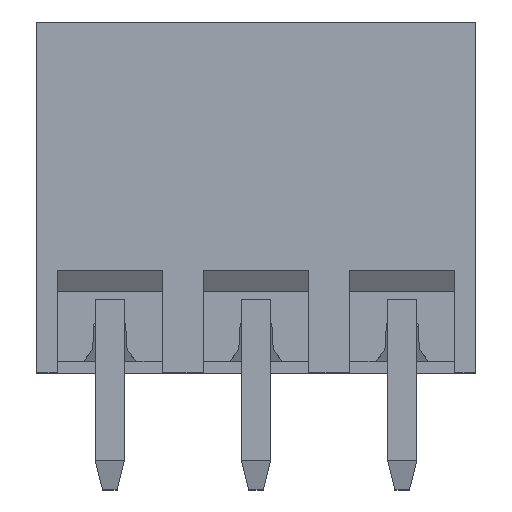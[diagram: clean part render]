
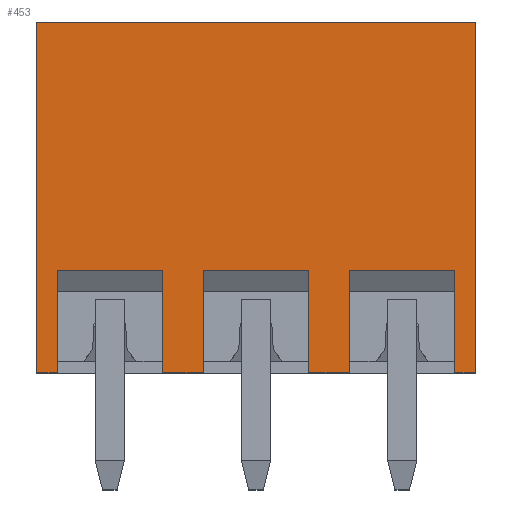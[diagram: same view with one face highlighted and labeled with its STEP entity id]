
A CAD part, top view. The second image highlights one B-rep face of the part: STEP entity #453.
In plain terms, the highlighted planar face has unit normal (0, 0, 1).
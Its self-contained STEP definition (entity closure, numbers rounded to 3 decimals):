
#8 = CARTESIAN_POINT ( 'NONE',  ( 5.7, 4., 4.6 ) ) ;
#114 = CARTESIAN_POINT ( 'NONE',  ( 0., 16., 4.6 ) ) ;
#117 = LINE ( 'NONE', #3157, #1551 ) ;
#224 = CARTESIAN_POINT ( 'NONE',  ( 5.7, 4., 4.6 ) ) ;
#232 = DIRECTION ( 'NONE',  ( 0., -1., 0. ) ) ;
#293 = VECTOR ( 'NONE', #5793, 1000. ) ;
#316 = CARTESIAN_POINT ( 'NONE',  ( 0., 4., 4.6 ) ) ;
#340 = LINE ( 'NONE', #224, #534 ) ;
#366 = VERTEX_POINT ( 'NONE', #316 ) ;
#453 = ADVANCED_FACE ( 'NONE', ( #6779 ), #5453, .T. ) ;
#467 = LINE ( 'NONE', #3544, #5254 ) ;
#507 = CARTESIAN_POINT ( 'NONE',  ( 0., 16., 4.6 ) ) ;
#534 = VECTOR ( 'NONE', #1556, 1000. ) ;
#644 = VERTEX_POINT ( 'NONE', #2741 ) ;
#646 = DIRECTION ( 'NONE',  ( 1., 0., 0. ) ) ;
#661 = LINE ( 'NONE', #6313, #6915 ) ;
#755 = CARTESIAN_POINT ( 'NONE',  ( 9.3, 7.5, 4.6 ) ) ;
#866 = DIRECTION ( 'NONE',  ( 1., 0., 0. ) ) ;
#981 = CARTESIAN_POINT ( 'NONE',  ( 0.7, 7.5, 4.6 ) ) ;
#1198 = VECTOR ( 'NONE', #3958, 1000. ) ;
#1262 = ORIENTED_EDGE ( 'NONE', *, *, #7082, .T. ) ;
#1292 = ORIENTED_EDGE ( 'NONE', *, *, #2606, .T. ) ;
#1309 = ORIENTED_EDGE ( 'NONE', *, *, #3591, .T. ) ;
#1335 = VERTEX_POINT ( 'NONE', #4194 ) ;
#1356 = LINE ( 'NONE', #3931, #2915 ) ;
#1377 = LINE ( 'NONE', #5742, #4249 ) ;
#1457 = EDGE_CURVE ( 'NONE', #1970, #7180, #5149, .T. ) ;
#1463 = CARTESIAN_POINT ( 'NONE',  ( 0.7, 4., 4.6 ) ) ;
#1551 = VECTOR ( 'NONE', #6297, 1000. ) ;
#1556 = DIRECTION ( 'NONE',  ( 0., 1., 0. ) ) ;
#1571 = EDGE_CURVE ( 'NONE', #7020, #1904, #4656, .T. ) ;
#1757 = EDGE_CURVE ( 'NONE', #1904, #1852, #340, .T. ) ;
#1852 = VERTEX_POINT ( 'NONE', #2438 ) ;
#1904 = VERTEX_POINT ( 'NONE', #8 ) ;
#1970 = VERTEX_POINT ( 'NONE', #7450 ) ;
#2077 = EDGE_CURVE ( 'NONE', #7180, #2934, #3331, .T. ) ;
#2221 = VECTOR ( 'NONE', #232, 1000. ) ;
#2436 = VECTOR ( 'NONE', #3066, 1000. ) ;
#2438 = CARTESIAN_POINT ( 'NONE',  ( 5.7, 7.5, 4.6 ) ) ;
#2517 = VECTOR ( 'NONE', #3736, 1000. ) ;
#2581 = ORIENTED_EDGE ( 'NONE', *, *, #4093, .T. ) ;
#2606 = EDGE_CURVE ( 'NONE', #5810, #6592, #4571, .T. ) ;
#2741 = CARTESIAN_POINT ( 'NONE',  ( 14.3, 4., 4.6 ) ) ;
#2758 = CARTESIAN_POINT ( 'NONE',  ( 10.7, 4., 4.6 ) ) ;
#2834 = CARTESIAN_POINT ( 'NONE',  ( 15., 16., 4.6 ) ) ;
#2884 = CARTESIAN_POINT ( 'NONE',  ( 4.3, 4., 4.6 ) ) ;
#2915 = VECTOR ( 'NONE', #3766, 1000. ) ;
#2934 = VERTEX_POINT ( 'NONE', #4439 ) ;
#2966 = LINE ( 'NONE', #4913, #6375 ) ;
#3066 = DIRECTION ( 'NONE',  ( 0., -1., 0. ) ) ;
#3143 = VECTOR ( 'NONE', #866, 1000. ) ;
#3157 = CARTESIAN_POINT ( 'NONE',  ( 10., 16., 4.6 ) ) ;
#3240 = DIRECTION ( 'NONE',  ( 0., -1., 0. ) ) ;
#3257 = VECTOR ( 'NONE', #5928, 1000. ) ;
#3331 = LINE ( 'NONE', #7078, #293 ) ;
#3544 = CARTESIAN_POINT ( 'NONE',  ( 5.7, 7.5, 4.6 ) ) ;
#3564 = ORIENTED_EDGE ( 'NONE', *, *, #7864, .T. ) ;
#3568 = CARTESIAN_POINT ( 'NONE',  ( 15., 16., 4.6 ) ) ;
#3591 = EDGE_CURVE ( 'NONE', #6925, #5810, #4379, .T. ) ;
#3603 = LINE ( 'NONE', #507, #2436 ) ;
#3609 = VECTOR ( 'NONE', #7191, 1000. ) ;
#3736 = DIRECTION ( 'NONE',  ( 0., -1., 0. ) ) ;
#3748 = CARTESIAN_POINT ( 'NONE',  ( 0.7, 4., 4.6 ) ) ;
#3766 = DIRECTION ( 'NONE',  ( 1., 0., 0. ) ) ;
#3812 = EDGE_CURVE ( 'NONE', #366, #6925, #2966, .T. ) ;
#3814 = VERTEX_POINT ( 'NONE', #4283 ) ;
#3895 = CARTESIAN_POINT ( 'NONE',  ( 10.7, 7.5, 4.6 ) ) ;
#3931 = CARTESIAN_POINT ( 'NONE',  ( 14.3, 4., 4.6 ) ) ;
#3958 = DIRECTION ( 'NONE',  ( 0., 1., 0. ) ) ;
#4029 = EDGE_CURVE ( 'NONE', #4979, #7851, #5537, .T. ) ;
#4093 = EDGE_CURVE ( 'NONE', #1335, #3814, #4462, .T. ) ;
#4094 = VERTEX_POINT ( 'NONE', #114 ) ;
#4100 = CARTESIAN_POINT ( 'NONE',  ( 4.3, 4., 4.6 ) ) ;
#4194 = CARTESIAN_POINT ( 'NONE',  ( 10.7, 7.5, 4.6 ) ) ;
#4249 = VECTOR ( 'NONE', #3240, 1000. ) ;
#4275 = ORIENTED_EDGE ( 'NONE', *, *, #4628, .T. ) ;
#4283 = CARTESIAN_POINT ( 'NONE',  ( 14.3, 7.5, 4.6 ) ) ;
#4377 = DIRECTION ( 'NONE',  ( 0., -1., 0. ) ) ;
#4379 = LINE ( 'NONE', #1463, #1198 ) ;
#4439 = CARTESIAN_POINT ( 'NONE',  ( 10.7, 4., 4.6 ) ) ;
#4462 = LINE ( 'NONE', #3895, #7035 ) ;
#4571 = LINE ( 'NONE', #6973, #3143 ) ;
#4628 = EDGE_CURVE ( 'NONE', #6592, #7020, #661, .T. ) ;
#4656 = LINE ( 'NONE', #4100, #3257 ) ;
#4913 = CARTESIAN_POINT ( 'NONE',  ( 0., 4., 4.6 ) ) ;
#4938 = ORIENTED_EDGE ( 'NONE', *, *, #3812, .T. ) ;
#4948 = ORIENTED_EDGE ( 'NONE', *, *, #5272, .T. ) ;
#4979 = VERTEX_POINT ( 'NONE', #2834 ) ;
#5026 = CARTESIAN_POINT ( 'NONE',  ( 15., 4., 4.6 ) ) ;
#5114 = CARTESIAN_POINT ( 'NONE',  ( 4.3, 7.5, 4.6 ) ) ;
#5118 = ORIENTED_EDGE ( 'NONE', *, *, #6590, .T. ) ;
#5149 = LINE ( 'NONE', #755, #2221 ) ;
#5254 = VECTOR ( 'NONE', #6001, 1000. ) ;
#5272 = EDGE_CURVE ( 'NONE', #1852, #1970, #467, .T. ) ;
#5453 = PLANE ( 'NONE',  #5562 ) ;
#5537 = LINE ( 'NONE', #3568, #2517 ) ;
#5562 = AXIS2_PLACEMENT_3D ( 'NONE', #7943, #5977, #6704 ) ;
#5630 = EDGE_CURVE ( 'NONE', #644, #7851, #1356, .T. ) ;
#5653 = DIRECTION ( 'NONE',  ( 1., 0., 0. ) ) ;
#5742 = CARTESIAN_POINT ( 'NONE',  ( 14.3, 7.5, 4.6 ) ) ;
#5793 = DIRECTION ( 'NONE',  ( 1., 0., 0. ) ) ;
#5810 = VERTEX_POINT ( 'NONE', #981 ) ;
#5928 = DIRECTION ( 'NONE',  ( 1., 0., 0. ) ) ;
#5977 = DIRECTION ( 'NONE',  ( 0., 0., 1. ) ) ;
#6001 = DIRECTION ( 'NONE',  ( 1., 0., 0. ) ) ;
#6248 = ORIENTED_EDGE ( 'NONE', *, *, #7375, .T. ) ;
#6297 = DIRECTION ( 'NONE',  ( -1., 0., 0. ) ) ;
#6313 = CARTESIAN_POINT ( 'NONE',  ( 4.3, 7.5, 4.6 ) ) ;
#6375 = VECTOR ( 'NONE', #646, 1000. ) ;
#6568 = EDGE_LOOP ( 'NONE', ( #7190, #6690, #4948, #7396, #7738, #1262, #2581, #5118, #6870, #6591, #3564, #6248, #4938, #1309, #1292, #4275 ) ) ;
#6590 = EDGE_CURVE ( 'NONE', #3814, #644, #1377, .T. ) ;
#6591 = ORIENTED_EDGE ( 'NONE', *, *, #4029, .F. ) ;
#6592 = VERTEX_POINT ( 'NONE', #5114 ) ;
#6690 = ORIENTED_EDGE ( 'NONE', *, *, #1757, .T. ) ;
#6704 = DIRECTION ( 'NONE',  ( 0., -1., 0. ) ) ;
#6779 = FACE_OUTER_BOUND ( 'NONE', #6568, .T. ) ;
#6870 = ORIENTED_EDGE ( 'NONE', *, *, #5630, .T. ) ;
#6915 = VECTOR ( 'NONE', #4377, 1000. ) ;
#6925 = VERTEX_POINT ( 'NONE', #3748 ) ;
#6973 = CARTESIAN_POINT ( 'NONE',  ( 0.7, 7.5, 4.6 ) ) ;
#7020 = VERTEX_POINT ( 'NONE', #2884 ) ;
#7035 = VECTOR ( 'NONE', #5653, 1000. ) ;
#7064 = CARTESIAN_POINT ( 'NONE',  ( 9.3, 4., 4.6 ) ) ;
#7078 = CARTESIAN_POINT ( 'NONE',  ( 9.3, 4., 4.6 ) ) ;
#7082 = EDGE_CURVE ( 'NONE', #2934, #1335, #7745, .T. ) ;
#7180 = VERTEX_POINT ( 'NONE', #7064 ) ;
#7190 = ORIENTED_EDGE ( 'NONE', *, *, #1571, .T. ) ;
#7191 = DIRECTION ( 'NONE',  ( 0., 1., 0. ) ) ;
#7375 = EDGE_CURVE ( 'NONE', #4094, #366, #3603, .T. ) ;
#7396 = ORIENTED_EDGE ( 'NONE', *, *, #1457, .T. ) ;
#7450 = CARTESIAN_POINT ( 'NONE',  ( 9.3, 7.5, 4.6 ) ) ;
#7738 = ORIENTED_EDGE ( 'NONE', *, *, #2077, .T. ) ;
#7745 = LINE ( 'NONE', #2758, #3609 ) ;
#7851 = VERTEX_POINT ( 'NONE', #5026 ) ;
#7864 = EDGE_CURVE ( 'NONE', #4979, #4094, #117, .T. ) ;
#7943 = CARTESIAN_POINT ( 'NONE',  ( 0., 16., 4.6 ) ) ;
